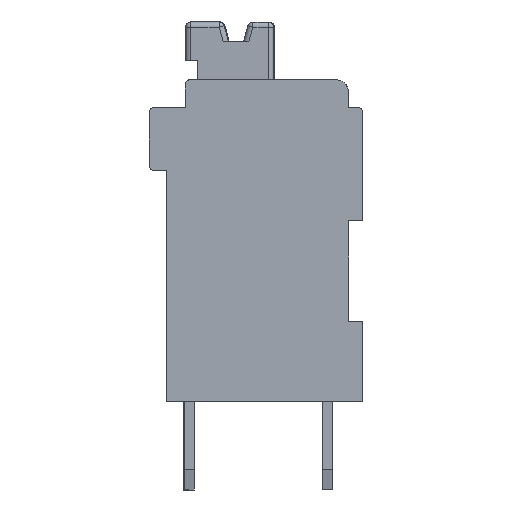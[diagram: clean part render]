
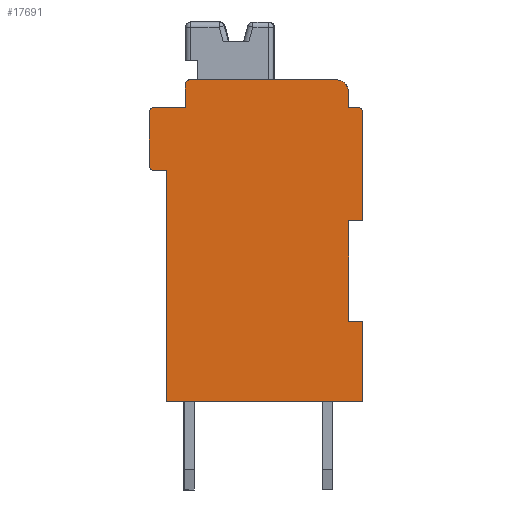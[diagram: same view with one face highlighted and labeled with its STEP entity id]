
A CAD part, left-side view. The second image highlights one B-rep face of the part: STEP entity #17691.
In plain terms, the highlighted planar face has unit normal (-1, 0, 0).
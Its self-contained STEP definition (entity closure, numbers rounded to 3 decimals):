
#440=PLANE('',#18773);
#1028=CIRCLE('',#18727,0.5);
#1030=CIRCLE('',#18731,0.2);
#1056=CIRCLE('',#18774,0.2);
#1057=CIRCLE('',#18775,0.2);
#1058=CIRCLE('',#18776,0.2);
#2745=ORIENTED_EDGE('',*,*,#7701,.F.);
#2746=ORIENTED_EDGE('',*,*,#7603,.T.);
#2747=ORIENTED_EDGE('',*,*,#7598,.F.);
#2748=ORIENTED_EDGE('',*,*,#7610,.T.);
#2749=ORIENTED_EDGE('',*,*,#7608,.F.);
#2750=ORIENTED_EDGE('',*,*,#7654,.F.);
#2751=ORIENTED_EDGE('',*,*,#7769,.T.);
#2752=ORIENTED_EDGE('',*,*,#7646,.F.);
#2753=ORIENTED_EDGE('',*,*,#7770,.T.);
#2754=ORIENTED_EDGE('',*,*,#7643,.F.);
#2755=ORIENTED_EDGE('',*,*,#6814,.F.);
#2756=ORIENTED_EDGE('',*,*,#7628,.F.);
#2757=ORIENTED_EDGE('',*,*,#7636,.F.);
#2758=ORIENTED_EDGE('',*,*,#7642,.F.);
#2759=ORIENTED_EDGE('',*,*,#7738,.F.);
#2760=ORIENTED_EDGE('',*,*,#7638,.F.);
#2761=ORIENTED_EDGE('',*,*,#6833,.F.);
#2762=ORIENTED_EDGE('',*,*,#7771,.T.);
#2763=ORIENTED_EDGE('',*,*,#7702,.F.);
#6814=EDGE_CURVE('',#9450,#9451,#11134,.T.);
#6833=EDGE_CURVE('',#9462,#9463,#11153,.T.);
#7598=EDGE_CURVE('',#10109,#10110,#11868,.T.);
#7603=EDGE_CURVE('',#10114,#10110,#1028,.F.);
#7608=EDGE_CURVE('',#10118,#10115,#11875,.T.);
#7610=EDGE_CURVE('',#10109,#10115,#1030,.F.);
#7628=EDGE_CURVE('',#10132,#9450,#11893,.T.);
#7636=EDGE_CURVE('',#10137,#10132,#11901,.T.);
#7638=EDGE_CURVE('',#9463,#10139,#11903,.T.);
#7642=EDGE_CURVE('',#10141,#10137,#11907,.T.);
#7643=EDGE_CURVE('',#9451,#10142,#11908,.T.);
#7646=EDGE_CURVE('',#10143,#10144,#11911,.T.);
#7654=EDGE_CURVE('',#10147,#10118,#11916,.T.);
#7701=EDGE_CURVE('',#10114,#10171,#11941,.T.);
#7702=EDGE_CURVE('',#10171,#10172,#11942,.T.);
#7738=EDGE_CURVE('',#10139,#10141,#11978,.T.);
#7769=EDGE_CURVE('',#10147,#10144,#1056,.F.);
#7770=EDGE_CURVE('',#10143,#10142,#1057,.F.);
#7771=EDGE_CURVE('',#9462,#10172,#1058,.F.);
#9450=VERTEX_POINT('',#25076);
#9451=VERTEX_POINT('',#25078);
#9462=VERTEX_POINT('',#25111);
#9463=VERTEX_POINT('',#25113);
#10109=VERTEX_POINT('',#26703);
#10110=VERTEX_POINT('',#26705);
#10114=VERTEX_POINT('',#26719);
#10115=VERTEX_POINT('',#26723);
#10118=VERTEX_POINT('',#26728);
#10132=VERTEX_POINT('',#26768);
#10137=VERTEX_POINT('',#26784);
#10139=VERTEX_POINT('',#26790);
#10141=VERTEX_POINT('',#26796);
#10142=VERTEX_POINT('',#26800);
#10143=VERTEX_POINT('',#26804);
#10144=VERTEX_POINT('',#26806);
#10147=VERTEX_POINT('',#26817);
#10171=VERTEX_POINT('',#26888);
#10172=VERTEX_POINT('',#26893);
#11134=LINE('',#25077,#13345);
#11153=LINE('',#25112,#13364);
#11868=LINE('',#26704,#14079);
#11875=LINE('',#26729,#14086);
#11893=LINE('',#26769,#14104);
#11901=LINE('',#26785,#14112);
#11903=LINE('',#26789,#14114);
#11907=LINE('',#26797,#14118);
#11908=LINE('',#26799,#14119);
#11911=LINE('',#26805,#14122);
#11916=LINE('',#26818,#14127);
#11941=LINE('',#26890,#14152);
#11942=LINE('',#26892,#14153);
#11978=LINE('',#26948,#14189);
#13345=VECTOR('',#20073,1000.);
#13364=VECTOR('',#20100,1000.);
#14079=VECTOR('',#21167,1000.);
#14086=VECTOR('',#21182,1000.);
#14104=VECTOR('',#21216,1000.);
#14112=VECTOR('',#21230,1000.);
#14114=VECTOR('',#21234,1000.);
#14118=VECTOR('',#21240,1000.);
#14119=VECTOR('',#21243,1000.);
#14122=VECTOR('',#21248,1000.);
#14127=VECTOR('',#21261,1000.);
#14152=VECTOR('',#21332,1000.);
#14153=VECTOR('',#21335,1000.);
#14189=VECTOR('',#21373,1000.);
#15587=EDGE_LOOP('',(#2745,#2746,#2747,#2748,#2749,#2750,#2751,#2752,#2753,
#2754,#2755,#2756,#2757,#2758,#2759,#2760,#2761,#2762,#2763));
#16550=FACE_BOUND('',#15587,.T.);
#17691=ADVANCED_FACE('',(#16550),#440,.F.);
#18727=AXIS2_PLACEMENT_3D('',#26718,#21174,#21175);
#18731=AXIS2_PLACEMENT_3D('',#26732,#21187,#21188);
#18773=AXIS2_PLACEMENT_3D('',#26993,#21404,#21405);
#18774=AXIS2_PLACEMENT_3D('',#26994,#21406,#21407);
#18775=AXIS2_PLACEMENT_3D('',#26995,#21408,#21409);
#18776=AXIS2_PLACEMENT_3D('',#26996,#21410,#21411);
#20073=DIRECTION('',(0.,0.,1.));
#20100=DIRECTION('',(0.,0.,-1.));
#21167=DIRECTION('',(0.,-1.,0.));
#21174=DIRECTION('',(1.,0.,0.));
#21175=DIRECTION('',(0.,0.,-1.));
#21182=DIRECTION('',(0.,0.,1.));
#21187=DIRECTION('',(1.,0.,0.));
#21188=DIRECTION('',(0.,0.,-1.));
#21216=DIRECTION('',(0.,1.,0.));
#21230=DIRECTION('',(0.,0.,-1.));
#21234=DIRECTION('',(0.,1.,0.));
#21240=DIRECTION('',(0.,-1.,0.));
#21243=DIRECTION('',(0.,1.,0.));
#21248=DIRECTION('',(0.,0.,1.));
#21261=DIRECTION('',(0.,-1.,0.));
#21332=DIRECTION('',(0.,0.,-1.));
#21335=DIRECTION('',(0.,-1.,0.));
#21373=DIRECTION('',(0.,0.,-1.));
#21404=DIRECTION('',(1.,0.,0.));
#21405=DIRECTION('',(0.,0.,-1.));
#21406=DIRECTION('',(1.,0.,0.));
#21407=DIRECTION('',(0.,0.,-1.));
#21408=DIRECTION('',(1.,0.,0.));
#21409=DIRECTION('',(0.,0.,-1.));
#21410=DIRECTION('',(1.,0.,0.));
#21411=DIRECTION('',(0.,0.,-1.));
#25076=CARTESIAN_POINT('',(-14.35,3.98,-5.2));
#25077=CARTESIAN_POINT('',(-14.35,3.98,4.));
#25078=CARTESIAN_POINT('',(-14.35,3.98,4.));
#25111=CARTESIAN_POINT('',(-14.35,-3.82,6.3));
#25112=CARTESIAN_POINT('',(-14.35,-3.82,6.5));
#25113=CARTESIAN_POINT('',(-14.35,-3.82,2.));
#26703=CARTESIAN_POINT('',(-14.35,3.05,7.6));
#26704=CARTESIAN_POINT('',(-14.35,3.25,7.6));
#26705=CARTESIAN_POINT('',(-14.35,-2.75,7.6));
#26718=CARTESIAN_POINT('',(-14.35,-2.75,7.1));
#26719=CARTESIAN_POINT('',(-14.35,-3.25,7.1));
#26723=CARTESIAN_POINT('',(-14.35,3.25,7.4));
#26728=CARTESIAN_POINT('',(-14.35,3.25,6.5));
#26729=CARTESIAN_POINT('',(-14.35,3.25,7.6));
#26732=CARTESIAN_POINT('',(-14.35,3.05,7.4));
#26768=CARTESIAN_POINT('',(-14.35,-3.82,-5.2));
#26769=CARTESIAN_POINT('',(-14.35,-3.82,-5.2));
#26784=CARTESIAN_POINT('',(-14.35,-3.82,-2.));
#26785=CARTESIAN_POINT('',(-14.35,-3.82,-2.));
#26789=CARTESIAN_POINT('',(-14.35,-3.82,2.));
#26790=CARTESIAN_POINT('',(-14.35,-3.25,2.));
#26796=CARTESIAN_POINT('',(-14.35,-3.25,-2.));
#26797=CARTESIAN_POINT('',(-14.35,-3.25,-2.));
#26799=CARTESIAN_POINT('',(-14.35,4.68,4.));
#26800=CARTESIAN_POINT('',(-14.35,4.48,4.));
#26804=CARTESIAN_POINT('',(-14.35,4.68,4.2));
#26805=CARTESIAN_POINT('',(-14.35,4.68,4.));
#26806=CARTESIAN_POINT('',(-14.35,4.68,6.3));
#26817=CARTESIAN_POINT('',(-14.35,4.48,6.5));
#26818=CARTESIAN_POINT('',(-14.35,3.25,6.5));
#26888=CARTESIAN_POINT('',(-14.35,-3.25,6.5));
#26890=CARTESIAN_POINT('',(-14.35,-3.25,6.5));
#26892=CARTESIAN_POINT('',(-14.35,-3.82,6.5));
#26893=CARTESIAN_POINT('',(-14.35,-3.62,6.5));
#26948=CARTESIAN_POINT('',(-14.35,-3.25,2.));
#26993=CARTESIAN_POINT('',(-14.35,0.,0.));
#26994=CARTESIAN_POINT('',(-14.35,4.48,6.3));
#26995=CARTESIAN_POINT('',(-14.35,4.48,4.2));
#26996=CARTESIAN_POINT('',(-14.35,-3.62,6.3));
